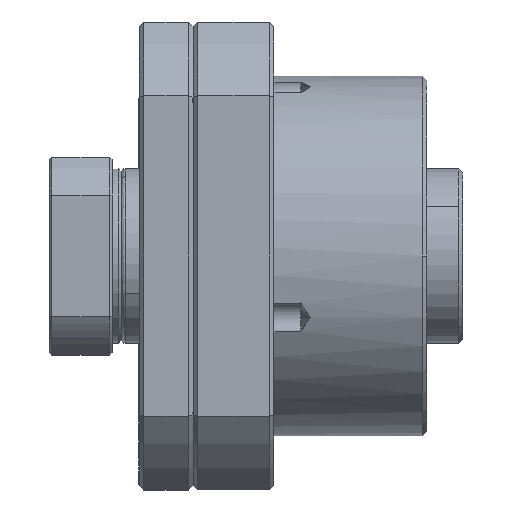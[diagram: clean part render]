
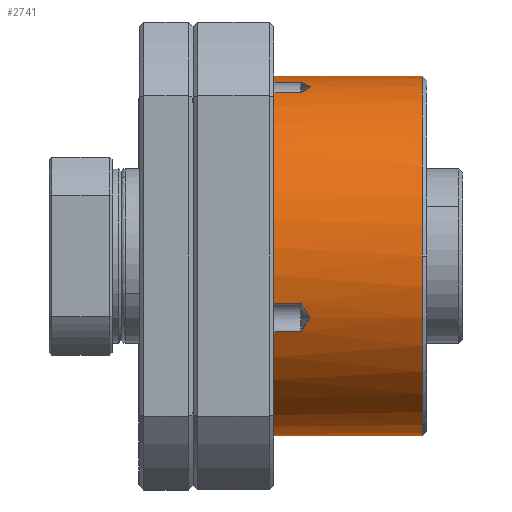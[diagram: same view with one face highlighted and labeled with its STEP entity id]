
A CAD part, front view. The second image highlights one B-rep face of the part: STEP entity #2741.
In plain terms, the highlighted cylindrical face has radius 20 mm (diameter 40 mm), a partial arc.
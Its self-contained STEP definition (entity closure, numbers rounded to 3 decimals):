
#5 = VERTEX_POINT ( 'NONE', #598 ) ;
#598 = CARTESIAN_POINT ( 'NONE',  ( 9., -5.244, 19.3 ) ) ;
#751 = ORIENTED_EDGE ( 'NONE', *, *, #7692, .T. ) ;
#870 = VECTOR ( 'NONE', #5121, 1000. ) ;
#898 = CARTESIAN_POINT ( 'NONE',  ( 0., -18.156, -8.389 ) ) ;
#1294 = AXIS2_PLACEMENT_3D ( 'NONE', #14223, #19314, #12695 ) ;
#1436 = CIRCLE ( 'NONE', #8727, 20. ) ;
#1444 = ORIENTED_EDGE ( 'NONE', *, *, #18416, .T. ) ;
#1701 = VECTOR ( 'NONE', #6560, 1000. ) ;
#1850 = EDGE_CURVE ( 'NONE', #11491, #15006, #8152, .T. ) ;
#2122 = CARTESIAN_POINT ( 'NONE',  ( 25.5, 0., 0. ) ) ;
#2183 = CARTESIAN_POINT ( 'NONE',  ( 13.006, -18.794, -6.84 ) ) ;
#2357 = CIRCLE ( 'NONE', #20035, 20. ) ;
#2441 = EDGE_LOOP ( 'NONE', ( #4000, #6159, #7358, #1444, #20323, #18498, #14392, #11336, #18213, #16741, #20219, #751, #8044, #9263, #20720 ) ) ;
#2470 = EDGE_CURVE ( 'NONE', #19285, #13883, #19065, .T. ) ;
#2502 = CARTESIAN_POINT ( 'NONE',  ( 12., -19.3, -5.244 ) ) ;
#2602 = LINE ( 'NONE', #898, #16207 ) ;
#2615 = CARTESIAN_POINT ( 'NONE',  ( 12.671, -18.603, -7.365 ) ) ;
#2741 = ADVANCED_FACE ( 'NONE', ( #13723 ), #7464, .T. ) ;
#2840 = CARTESIAN_POINT ( 'NONE',  ( 12., -5.244, 19.3 ) ) ;
#2952 = CARTESIAN_POINT ( 'NONE',  ( 12.335, -5.783, 19.154 ) ) ;
#3218 = AXIS2_PLACEMENT_3D ( 'NONE', #15435, #18501, #11981 ) ;
#3633 = DIRECTION ( 'NONE',  ( -1., 0., 0. ) ) ;
#4000 = ORIENTED_EDGE ( 'NONE', *, *, #2470, .F. ) ;
#4285 = CARTESIAN_POINT ( 'NONE',  ( 25.5, 0., -20. ) ) ;
#4325 = CARTESIAN_POINT ( 'NONE',  ( 13.006, -6.84, 18.794 ) ) ;
#4740 = CARTESIAN_POINT ( 'NONE',  ( 9., -8.389, 18.156 ) ) ;
#5060 = DIRECTION ( 'NONE',  ( 0., 0., 1. ) ) ;
#5109 = DIRECTION ( 'NONE',  ( -1., 0., 0. ) ) ;
#5121 = DIRECTION ( 'NONE',  ( 1., 0., 0. ) ) ;
#5493 = DIRECTION ( 'NONE',  ( 0., 0., 1. ) ) ;
#5564 = CARTESIAN_POINT ( 'NONE',  ( 0., -19.3, -5.244 ) ) ;
#5598 = B_SPLINE_CURVE_WITH_KNOTS ( 'NONE', 3,
 ( #9360, #2615, #9249, #15934 ),
 .UNSPECIFIED., .F., .F.,
 ( 4, 4 ),
 ( 0., 0.002 ),
 .UNSPECIFIED. ) ;
#5957 = CARTESIAN_POINT ( 'NONE',  ( 9., 0., -20. ) ) ;
#6046 = CARTESIAN_POINT ( 'NONE',  ( 12., -8.389, 18.156 ) ) ;
#6159 = ORIENTED_EDGE ( 'NONE', *, *, #19621, .T. ) ;
#6560 = DIRECTION ( 'NONE',  ( -1., 0., 0. ) ) ;
#6820 = CARTESIAN_POINT ( 'NONE',  ( 12., -18.156, -8.389 ) ) ;
#6947 = CARTESIAN_POINT ( 'NONE',  ( 9., 0., 0. ) ) ;
#7049 = CARTESIAN_POINT ( 'NONE',  ( 9., -19.3, -5.244 ) ) ;
#7064 = B_SPLINE_CURVE_WITH_KNOTS ( 'NONE', 3,
 ( #2840, #2952, #7969, #19765 ),
 .UNSPECIFIED., .F., .F.,
 ( 4, 4 ),
 ( 0., 1. ),
 .UNSPECIFIED. ) ;
#7183 = CIRCLE ( 'NONE', #9623, 20. ) ;
#7257 = CARTESIAN_POINT ( 'NONE',  ( 9., 0., 20. ) ) ;
#7320 = CARTESIAN_POINT ( 'NONE',  ( 12., -5.244, 19.3 ) ) ;
#7358 = ORIENTED_EDGE ( 'NONE', *, *, #20103, .T. ) ;
#7429 = EDGE_CURVE ( 'NONE', #10689, #14711, #12062, .T. ) ;
#7464 = CYLINDRICAL_SURFACE ( 'NONE', #3218, 20. ) ;
#7692 = EDGE_CURVE ( 'NONE', #14711, #7694, #12624, .T. ) ;
#7694 = VERTEX_POINT ( 'NONE', #2183 ) ;
#7830 = CARTESIAN_POINT ( 'NONE',  ( 9., 0., 0. ) ) ;
#7969 = CARTESIAN_POINT ( 'NONE',  ( 12.671, -6.316, 18.985 ) ) ;
#8044 = ORIENTED_EDGE ( 'NONE', *, *, #9678, .T. ) ;
#8152 = B_SPLINE_CURVE_WITH_KNOTS ( 'NONE', 3,
 ( #12548, #9647, #12876, #6046 ),
 .UNSPECIFIED., .F., .F.,
 ( 4, 4 ),
 ( 0., 0.002 ),
 .UNSPECIFIED. ) ;
#8727 = AXIS2_PLACEMENT_3D ( 'NONE', #16978, #15551, #5493 ) ;
#8938 = DIRECTION ( 'NONE',  ( 1., 0., 0. ) ) ;
#9134 = CARTESIAN_POINT ( 'NONE',  ( 12.671, -18.985, -6.316 ) ) ;
#9249 = CARTESIAN_POINT ( 'NONE',  ( 12.335, -18.39, -7.882 ) ) ;
#9263 = ORIENTED_EDGE ( 'NONE', *, *, #11474, .T. ) ;
#9360 = CARTESIAN_POINT ( 'NONE',  ( 13.006, -18.794, -6.84 ) ) ;
#9450 = CARTESIAN_POINT ( 'NONE',  ( 9., -18.156, -8.389 ) ) ;
#9623 = AXIS2_PLACEMENT_3D ( 'NONE', #6947, #13319, #5060 ) ;
#9647 = CARTESIAN_POINT ( 'NONE',  ( 12.671, -7.365, 18.603 ) ) ;
#9678 = EDGE_CURVE ( 'NONE', #7694, #19924, #5598, .T. ) ;
#9745 = AXIS2_PLACEMENT_3D ( 'NONE', #2122, #3633, #10269 ) ;
#9827 = VECTOR ( 'NONE', #15260, 1000. ) ;
#10043 = CARTESIAN_POINT ( 'NONE',  ( 25.5, 0., 20. ) ) ;
#10269 = DIRECTION ( 'NONE',  ( 0., 0., 1. ) ) ;
#10558 = EDGE_CURVE ( 'NONE', #14710, #13883, #7183, .T. ) ;
#10689 = VERTEX_POINT ( 'NONE', #7049 ) ;
#10755 = CARTESIAN_POINT ( 'NONE',  ( 13.006, -18.794, -6.84 ) ) ;
#10822 = CARTESIAN_POINT ( 'NONE',  ( -94.469, 0., -20. ) ) ;
#11022 = VERTEX_POINT ( 'NONE', #10043 ) ;
#11336 = ORIENTED_EDGE ( 'NONE', *, *, #1850, .T. ) ;
#11474 = EDGE_CURVE ( 'NONE', #19924, #14710, #2602, .T. ) ;
#11491 = VERTEX_POINT ( 'NONE', #4325 ) ;
#11847 = CARTESIAN_POINT ( 'NONE',  ( 0., -5.244, 19.3 ) ) ;
#11928 = CARTESIAN_POINT ( 'NONE',  ( 12., -8.389, 18.156 ) ) ;
#11981 = DIRECTION ( 'NONE',  ( 0., 0., 1. ) ) ;
#12062 = LINE ( 'NONE', #5564, #17425 ) ;
#12249 = CARTESIAN_POINT ( 'NONE',  ( 12.335, -19.154, -5.783 ) ) ;
#12454 = DIRECTION ( 'NONE',  ( 1., 0., 0. ) ) ;
#12548 = CARTESIAN_POINT ( 'NONE',  ( 13.006, -6.84, 18.794 ) ) ;
#12572 = CARTESIAN_POINT ( 'NONE',  ( 12., -19.3, -5.244 ) ) ;
#12624 = B_SPLINE_CURVE_WITH_KNOTS ( 'NONE', 3,
 ( #2502, #12249, #9134, #10755 ),
 .UNSPECIFIED., .F., .F.,
 ( 4, 4 ),
 ( 0., 1. ),
 .UNSPECIFIED. ) ;
#12695 = DIRECTION ( 'NONE',  ( 0., 0., 1. ) ) ;
#12876 = CARTESIAN_POINT ( 'NONE',  ( 12.335, -7.882, 18.39 ) ) ;
#13319 = DIRECTION ( 'NONE',  ( 1., 0., 0. ) ) ;
#13723 = FACE_OUTER_BOUND ( 'NONE', #2441, .T. ) ;
#13883 = VERTEX_POINT ( 'NONE', #5957 ) ;
#14223 = CARTESIAN_POINT ( 'NONE',  ( 9., 0., 0. ) ) ;
#14392 = ORIENTED_EDGE ( 'NONE', *, *, #20792, .T. ) ;
#14413 = DIRECTION ( 'NONE',  ( 0., 0., 1. ) ) ;
#14710 = VERTEX_POINT ( 'NONE', #9450 ) ;
#14711 = VERTEX_POINT ( 'NONE', #12572 ) ;
#15006 = VERTEX_POINT ( 'NONE', #11928 ) ;
#15260 = DIRECTION ( 'NONE',  ( -1., 0., 0. ) ) ;
#15347 = VERTEX_POINT ( 'NONE', #21004 ) ;
#15435 = CARTESIAN_POINT ( 'NONE',  ( -94.469, 0., 0. ) ) ;
#15551 = DIRECTION ( 'NONE',  ( -1., 0., 0. ) ) ;
#15564 = EDGE_CURVE ( 'NONE', #5, #20703, #20119, .T. ) ;
#15918 = DIRECTION ( 'NONE',  ( -1., 0., 0. ) ) ;
#15934 = CARTESIAN_POINT ( 'NONE',  ( 12., -18.156, -8.389 ) ) ;
#16207 = VECTOR ( 'NONE', #15918, 1000. ) ;
#16741 = ORIENTED_EDGE ( 'NONE', *, *, #21340, .T. ) ;
#16978 = CARTESIAN_POINT ( 'NONE',  ( 25.5, 0., 0. ) ) ;
#17057 = EDGE_CURVE ( 'NONE', #15006, #17516, #17817, .T. ) ;
#17309 = CIRCLE ( 'NONE', #9745, 20. ) ;
#17329 = EDGE_CURVE ( 'NONE', #19122, #5, #2357, .T. ) ;
#17425 = VECTOR ( 'NONE', #8938, 1000. ) ;
#17516 = VERTEX_POINT ( 'NONE', #4740 ) ;
#17817 = LINE ( 'NONE', #19788, #20000 ) ;
#18042 = CARTESIAN_POINT ( 'NONE',  ( -94.469, 0., 20. ) ) ;
#18213 = ORIENTED_EDGE ( 'NONE', *, *, #17057, .T. ) ;
#18416 = EDGE_CURVE ( 'NONE', #11022, #19122, #21218, .T. ) ;
#18498 = ORIENTED_EDGE ( 'NONE', *, *, #15564, .T. ) ;
#18501 = DIRECTION ( 'NONE',  ( -1., 0., 0. ) ) ;
#18598 = CIRCLE ( 'NONE', #1294, 20. ) ;
#19065 = LINE ( 'NONE', #10822, #9827 ) ;
#19122 = VERTEX_POINT ( 'NONE', #7257 ) ;
#19285 = VERTEX_POINT ( 'NONE', #4285 ) ;
#19314 = DIRECTION ( 'NONE',  ( 1., 0., 0. ) ) ;
#19621 = EDGE_CURVE ( 'NONE', #19285, #15347, #17309, .T. ) ;
#19765 = CARTESIAN_POINT ( 'NONE',  ( 13.006, -6.84, 18.794 ) ) ;
#19788 = CARTESIAN_POINT ( 'NONE',  ( 0., -8.389, 18.156 ) ) ;
#19924 = VERTEX_POINT ( 'NONE', #6820 ) ;
#20000 = VECTOR ( 'NONE', #5109, 1000. ) ;
#20035 = AXIS2_PLACEMENT_3D ( 'NONE', #7830, #12454, #14413 ) ;
#20103 = EDGE_CURVE ( 'NONE', #15347, #11022, #1436, .T. ) ;
#20119 = LINE ( 'NONE', #11847, #870 ) ;
#20219 = ORIENTED_EDGE ( 'NONE', *, *, #7429, .T. ) ;
#20323 = ORIENTED_EDGE ( 'NONE', *, *, #17329, .T. ) ;
#20703 = VERTEX_POINT ( 'NONE', #7320 ) ;
#20720 = ORIENTED_EDGE ( 'NONE', *, *, #10558, .T. ) ;
#20792 = EDGE_CURVE ( 'NONE', #20703, #11491, #7064, .T. ) ;
#21004 = CARTESIAN_POINT ( 'NONE',  ( 25.5, -20., 0. ) ) ;
#21218 = LINE ( 'NONE', #18042, #1701 ) ;
#21340 = EDGE_CURVE ( 'NONE', #17516, #10689, #18598, .T. ) ;
